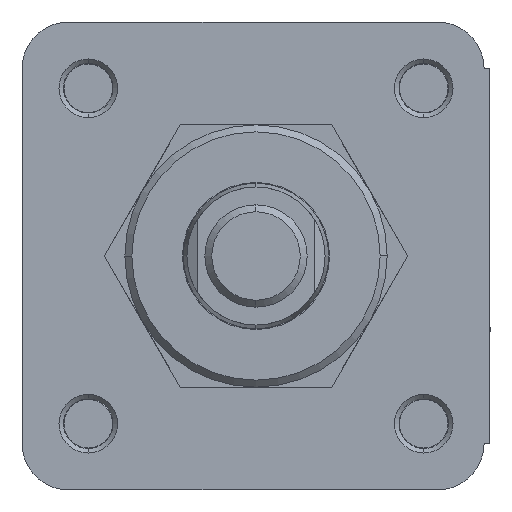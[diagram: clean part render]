
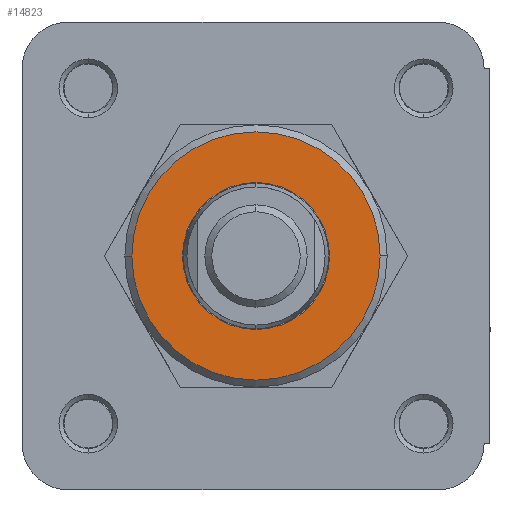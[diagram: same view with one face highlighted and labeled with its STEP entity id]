
A CAD part, left-side view. The second image highlights one B-rep face of the part: STEP entity #14823.
In plain terms, the highlighted planar face has unit normal (-1, 0, 0).
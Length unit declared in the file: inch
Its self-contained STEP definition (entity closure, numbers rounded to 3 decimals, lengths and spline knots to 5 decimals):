
#72 = EDGE_CURVE ( 'NONE', #5506, #12944, #189, .T. ) ;
#189 = CIRCLE ( 'NONE', #3917, 0.5305 ) ;
#764 = DIRECTION ( 'NONE',  ( 0., 0., -1. ) ) ;
#1822 = DIRECTION ( 'NONE',  ( 1., 0., 0. ) ) ;
#1913 = AXIS2_PLACEMENT_3D ( 'NONE', #12362, #5477, #13563 ) ;
#2158 = EDGE_LOOP ( 'NONE', ( #11817, #7329 ) ) ;
#2868 = EDGE_CURVE ( 'NONE', #10267, #3550, #8040, .T. ) ;
#2993 = CARTESIAN_POINT ( 'NONE',  ( -0.615, 0., 0. ) ) ;
#3132 = CARTESIAN_POINT ( 'NONE',  ( -0.615, 0., 0. ) ) ;
#3159 = DIRECTION ( 'NONE',  ( 0., 1., 0. ) ) ;
#3173 = DIRECTION ( 'NONE',  ( 1., 0., 0. ) ) ;
#3510 = AXIS2_PLACEMENT_3D ( 'NONE', #2993, #1822, #764 ) ;
#3550 = VERTEX_POINT ( 'NONE', #5207 ) ;
#3781 = AXIS2_PLACEMENT_3D ( 'NONE', #4336, #12350, #5462 ) ;
#3828 = CARTESIAN_POINT ( 'NONE',  ( -0.615, 0.5305, 0. ) ) ;
#3917 = AXIS2_PLACEMENT_3D ( 'NONE', #13545, #3173, #3159 ) ;
#4295 = DIRECTION ( 'NONE',  ( 0., 0., -1. ) ) ;
#4336 = CARTESIAN_POINT ( 'NONE',  ( -0.615, 0., 0. ) ) ;
#5207 = CARTESIAN_POINT ( 'NONE',  ( -0.615, 0., -0.314 ) ) ;
#5462 = DIRECTION ( 'NONE',  ( 0., 1., 0. ) ) ;
#5477 = DIRECTION ( 'NONE',  ( 1., 0., 0. ) ) ;
#5506 = VERTEX_POINT ( 'NONE', #12156 ) ;
#5660 = ORIENTED_EDGE ( 'NONE', *, *, #72, .F. ) ;
#6380 = ORIENTED_EDGE ( 'NONE', *, *, #12573, .F. ) ;
#6737 = FACE_BOUND ( 'NONE', #2158, .T. ) ;
#7329 = ORIENTED_EDGE ( 'NONE', *, *, #2868, .T. ) ;
#8040 = CIRCLE ( 'NONE', #3510, 0.314 ) ;
#8813 = EDGE_CURVE ( 'NONE', #3550, #10267, #11439, .T. ) ;
#9111 = CARTESIAN_POINT ( 'NONE',  ( -0.615, 0., 0.314 ) ) ;
#9628 = CIRCLE ( 'NONE', #3781, 0.5305 ) ;
#9823 = FACE_OUTER_BOUND ( 'NONE', #11734, .T. ) ;
#10267 = VERTEX_POINT ( 'NONE', #9111 ) ;
#11158 = DIRECTION ( 'NONE',  ( 1., 0., 0. ) ) ;
#11439 = CIRCLE ( 'NONE', #11995, 0.314 ) ;
#11734 = EDGE_LOOP ( 'NONE', ( #6380, #5660 ) ) ;
#11817 = ORIENTED_EDGE ( 'NONE', *, *, #8813, .T. ) ;
#11995 = AXIS2_PLACEMENT_3D ( 'NONE', #3132, #11158, #4295 ) ;
#12156 = CARTESIAN_POINT ( 'NONE',  ( -0.615, -0.5305, 0. ) ) ;
#12350 = DIRECTION ( 'NONE',  ( 1., 0., 0. ) ) ;
#12362 = CARTESIAN_POINT ( 'NONE',  ( -0.615, 0., 0. ) ) ;
#12573 = EDGE_CURVE ( 'NONE', #12944, #5506, #9628, .T. ) ;
#12944 = VERTEX_POINT ( 'NONE', #3828 ) ;
#13545 = CARTESIAN_POINT ( 'NONE',  ( -0.615, 0., 0. ) ) ;
#13563 = DIRECTION ( 'NONE',  ( 0., 0., -1. ) ) ;
#14710 = PLANE ( 'NONE',  #1913 ) ;
#14823 = ADVANCED_FACE ( 'NONE', ( #6737, #9823 ), #14710, .F. ) ;
